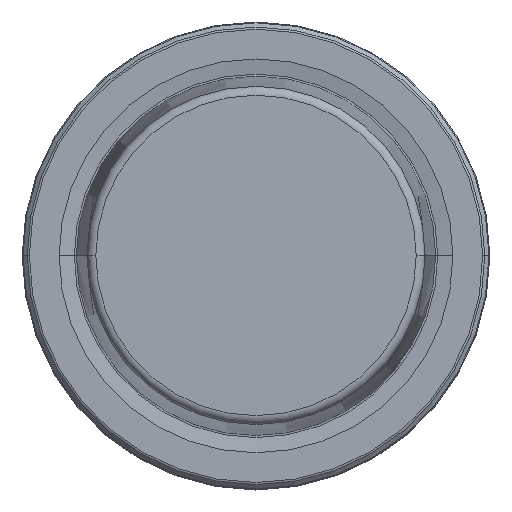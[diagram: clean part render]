
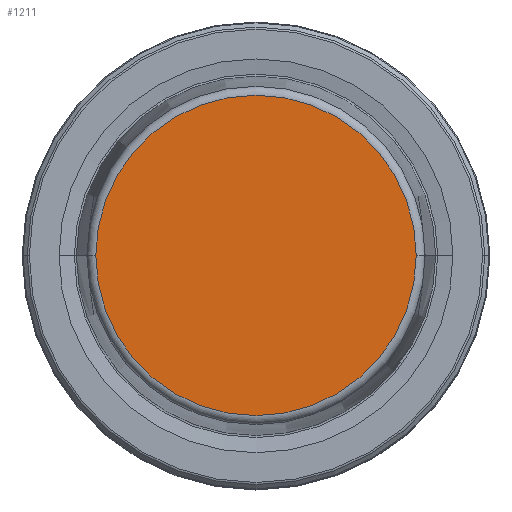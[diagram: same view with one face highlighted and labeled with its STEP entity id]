
A CAD part, top view. The second image highlights one B-rep face of the part: STEP entity #1211.
In plain terms, the highlighted planar face has unit normal (0, 0, 1).
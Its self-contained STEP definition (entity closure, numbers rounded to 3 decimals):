
#36 = CIRCLE ( 'NONE', #587, 21.581 ) ;
#135 = EDGE_CURVE ( 'NONE', #500, #962, #1227, .T. ) ;
#212 = DIRECTION ( 'NONE',  ( 0., 0., 1. ) ) ;
#367 = AXIS2_PLACEMENT_3D ( 'NONE', #1048, #369, #946 ) ;
#369 = DIRECTION ( 'NONE',  ( 0., 0., -1. ) ) ;
#391 = CARTESIAN_POINT ( 'NONE',  ( 0., 0., 31.9 ) ) ;
#410 = DIRECTION ( 'NONE',  ( 1., 0., 0. ) ) ;
#428 = FACE_OUTER_BOUND ( 'NONE', #801, .T. ) ;
#460 = PLANE ( 'NONE',  #367 ) ;
#500 = VERTEX_POINT ( 'NONE', #1055 ) ;
#507 = CARTESIAN_POINT ( 'NONE',  ( 0., 0., 31.9 ) ) ;
#587 = AXIS2_PLACEMENT_3D ( 'NONE', #391, #971, #1062 ) ;
#684 = ORIENTED_EDGE ( 'NONE', *, *, #135, .T. ) ;
#796 = ORIENTED_EDGE ( 'NONE', *, *, #1035, .T. ) ;
#801 = EDGE_LOOP ( 'NONE', ( #796, #684 ) ) ;
#946 = DIRECTION ( 'NONE',  ( -1., 0., 0. ) ) ;
#962 = VERTEX_POINT ( 'NONE', #1084 ) ;
#971 = DIRECTION ( 'NONE',  ( 0., 0., 1. ) ) ;
#1035 = EDGE_CURVE ( 'NONE', #962, #500, #36, .T. ) ;
#1048 = CARTESIAN_POINT ( 'NONE',  ( 0., 0., 31.9 ) ) ;
#1055 = CARTESIAN_POINT ( 'NONE',  ( -21.581, 0., 31.9 ) ) ;
#1062 = DIRECTION ( 'NONE',  ( 1., 0., 0. ) ) ;
#1084 = CARTESIAN_POINT ( 'NONE',  ( 21.581, 0., 31.9 ) ) ;
#1200 = AXIS2_PLACEMENT_3D ( 'NONE', #507, #212, #410 ) ;
#1211 = ADVANCED_FACE ( 'NONE', ( #428 ), #460, .F. ) ;
#1227 = CIRCLE ( 'NONE', #1200, 21.581 ) ;
